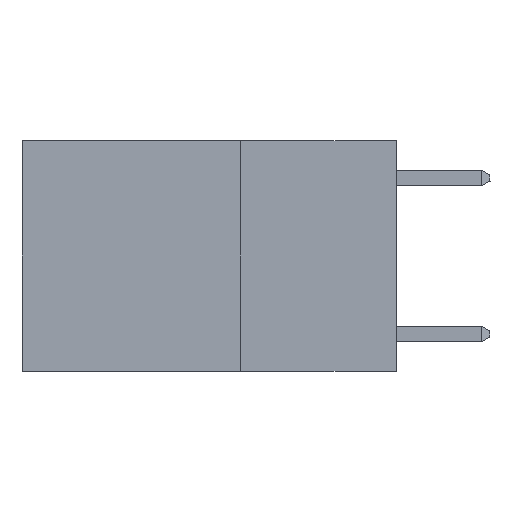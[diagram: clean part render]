
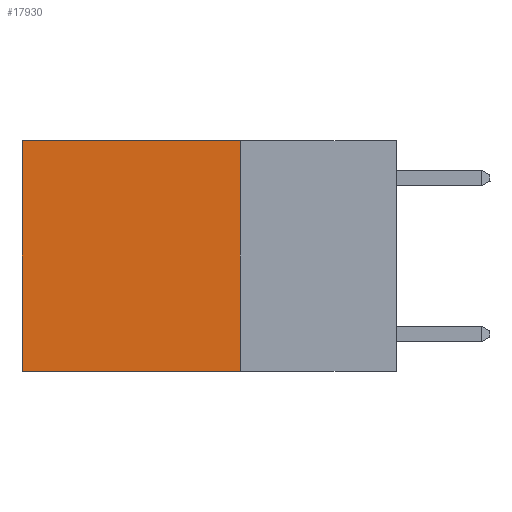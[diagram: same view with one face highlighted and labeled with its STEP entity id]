
A CAD part, left-side view. The second image highlights one B-rep face of the part: STEP entity #17930.
In plain terms, the highlighted planar face has unit normal (-1, 0, 0).
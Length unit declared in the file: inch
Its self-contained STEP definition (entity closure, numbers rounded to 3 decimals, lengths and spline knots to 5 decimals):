
#256 = PLANE ( 'NONE',  #10103 ) ;
#282 = ORIENTED_EDGE ( 'NONE', *, *, #12485, .T. ) ;
#854 = CARTESIAN_POINT ( 'NONE',  ( 0.2625, 0.25, 0. ) ) ;
#2831 = EDGE_LOOP ( 'NONE', ( #282, #26619, #14159, #7992 ) ) ;
#3258 = CARTESIAN_POINT ( 'NONE',  ( 0.2625, 0.25, 0. ) ) ;
#3914 = LINE ( 'NONE', #4560, #15307 ) ;
#4560 = CARTESIAN_POINT ( 'NONE',  ( 0.2625, 0.25, -0.37 ) ) ;
#4785 = DIRECTION ( 'NONE',  ( 1., 0., 0. ) ) ;
#6925 = CARTESIAN_POINT ( 'NONE',  ( 0.2625, 0.25, 0. ) ) ;
#6976 = CARTESIAN_POINT ( 'NONE',  ( 0.2625, 0.6, 0. ) ) ;
#7103 = VERTEX_POINT ( 'NONE', #23131 ) ;
#7992 = ORIENTED_EDGE ( 'NONE', *, *, #13163, .T. ) ;
#8836 = DIRECTION ( 'NONE',  ( 0., 1., 0. ) ) ;
#9208 = CARTESIAN_POINT ( 'NONE',  ( 0.2625, 0.6, 0. ) ) ;
#9746 = DIRECTION ( 'NONE',  ( 0., 1., 0. ) ) ;
#10103 = AXIS2_PLACEMENT_3D ( 'NONE', #6925, #4785, #24474 ) ;
#10405 = VERTEX_POINT ( 'NONE', #6976 ) ;
#11008 = FACE_OUTER_BOUND ( 'NONE', #2831, .T. ) ;
#11967 = EDGE_CURVE ( 'NONE', #16417, #27501, #13645, .T. ) ;
#12215 = VECTOR ( 'NONE', #9746, 39.37008 ) ;
#12485 = EDGE_CURVE ( 'NONE', #10405, #7103, #27045, .T. ) ;
#13163 = EDGE_CURVE ( 'NONE', #16417, #10405, #28046, .T. ) ;
#13645 = LINE ( 'NONE', #25564, #23271 ) ;
#14159 = ORIENTED_EDGE ( 'NONE', *, *, #11967, .F. ) ;
#15307 = VECTOR ( 'NONE', #8836, 39.37008 ) ;
#16417 = VERTEX_POINT ( 'NONE', #3258 ) ;
#17930 = ADVANCED_FACE ( 'NONE', ( #11008 ), #256, .F. ) ;
#21290 = DIRECTION ( 'NONE',  ( 0., 0., -1. ) ) ;
#22256 = CARTESIAN_POINT ( 'NONE',  ( 0.2625, 0.25, -0.37 ) ) ;
#23131 = CARTESIAN_POINT ( 'NONE',  ( 0.2625, 0.6, -0.37 ) ) ;
#23271 = VECTOR ( 'NONE', #21290, 39.37008 ) ;
#23585 = VECTOR ( 'NONE', #24521, 39.37008 ) ;
#24474 = DIRECTION ( 'NONE',  ( 0., 0., -1. ) ) ;
#24521 = DIRECTION ( 'NONE',  ( 0., 0., -1. ) ) ;
#25564 = CARTESIAN_POINT ( 'NONE',  ( 0.2625, 0.25, 0. ) ) ;
#26403 = EDGE_CURVE ( 'NONE', #27501, #7103, #3914, .T. ) ;
#26619 = ORIENTED_EDGE ( 'NONE', *, *, #26403, .F. ) ;
#27045 = LINE ( 'NONE', #9208, #23585 ) ;
#27501 = VERTEX_POINT ( 'NONE', #22256 ) ;
#28046 = LINE ( 'NONE', #854, #12215 ) ;
